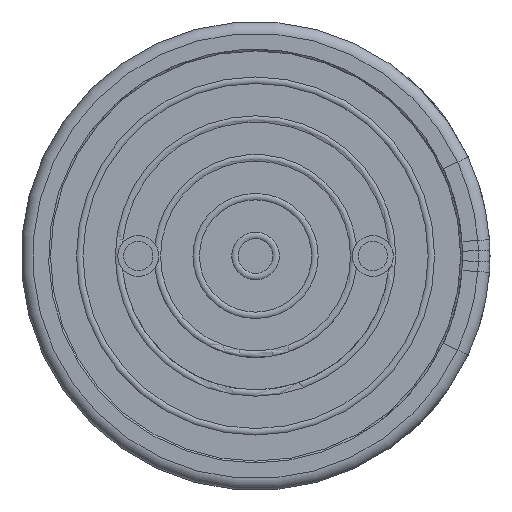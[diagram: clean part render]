
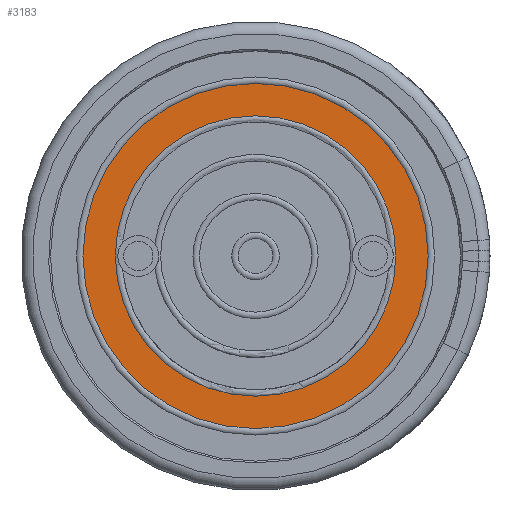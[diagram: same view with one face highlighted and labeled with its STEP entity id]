
A CAD part, front view. The second image highlights one B-rep face of the part: STEP entity #3183.
In plain terms, the highlighted planar face has unit normal (0, -1, 0).
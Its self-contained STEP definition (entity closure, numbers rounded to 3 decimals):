
#42=FACE_BOUND('',#491,.T.);
#220=PLANE('',#3553);
#342=FACE_OUTER_BOUND('',#490,.T.);
#490=EDGE_LOOP('',(#2838,#2839));
#491=EDGE_LOOP('',(#2840,#2841));
#1004=CIRCLE('',#3530,2.945);
#1005=CIRCLE('',#3531,2.945);
#1017=CIRCLE('',#3547,2.393);
#1018=CIRCLE('',#3548,2.393);
#1402=VERTEX_POINT('',#6292);
#1403=VERTEX_POINT('',#6293);
#1414=VERTEX_POINT('',#6324);
#1415=VERTEX_POINT('',#6325);
#1883=EDGE_CURVE('',#1402,#1403,#1004,.T.);
#1884=EDGE_CURVE('',#1403,#1402,#1005,.T.);
#1899=EDGE_CURVE('',#1414,#1415,#1017,.T.);
#1900=EDGE_CURVE('',#1415,#1414,#1018,.T.);
#2838=ORIENTED_EDGE('',*,*,#1883,.T.);
#2839=ORIENTED_EDGE('',*,*,#1884,.T.);
#2840=ORIENTED_EDGE('',*,*,#1899,.T.);
#2841=ORIENTED_EDGE('',*,*,#1900,.T.);
#3183=ADVANCED_FACE('',(#342,#42),#220,.T.);
#3530=AXIS2_PLACEMENT_3D('',#6294,#4330,#4331);
#3531=AXIS2_PLACEMENT_3D('',#6295,#4332,#4333);
#3547=AXIS2_PLACEMENT_3D('',#6326,#4367,#4368);
#3548=AXIS2_PLACEMENT_3D('',#6327,#4369,#4370);
#3553=AXIS2_PLACEMENT_3D('',#6333,#4380,#4381);
#4330=DIRECTION('center_axis',(0.,-1.,0.));
#4331=DIRECTION('ref_axis',(-1.,0.,0.));
#4332=DIRECTION('center_axis',(0.,-1.,0.));
#4333=DIRECTION('ref_axis',(-1.,0.,0.));
#4367=DIRECTION('center_axis',(0.,1.,0.));
#4368=DIRECTION('ref_axis',(-1.,0.,0.));
#4369=DIRECTION('center_axis',(0.,1.,0.));
#4370=DIRECTION('ref_axis',(-1.,0.,0.));
#4380=DIRECTION('center_axis',(0.,-1.,0.));
#4381=DIRECTION('ref_axis',(0.,0.,-1.));
#6292=CARTESIAN_POINT('',(-2.945,0.1,0.));
#6293=CARTESIAN_POINT('',(2.945,0.1,0.));
#6294=CARTESIAN_POINT('Origin',(0.,0.1,0.));
#6295=CARTESIAN_POINT('Origin',(0.,0.1,0.));
#6324=CARTESIAN_POINT('',(-2.393,0.1,0.));
#6325=CARTESIAN_POINT('',(2.393,0.1,0.));
#6326=CARTESIAN_POINT('Origin',(0.,0.1,0.));
#6327=CARTESIAN_POINT('Origin',(0.,0.1,0.));
#6333=CARTESIAN_POINT('Origin',(0.,0.1,0.));
